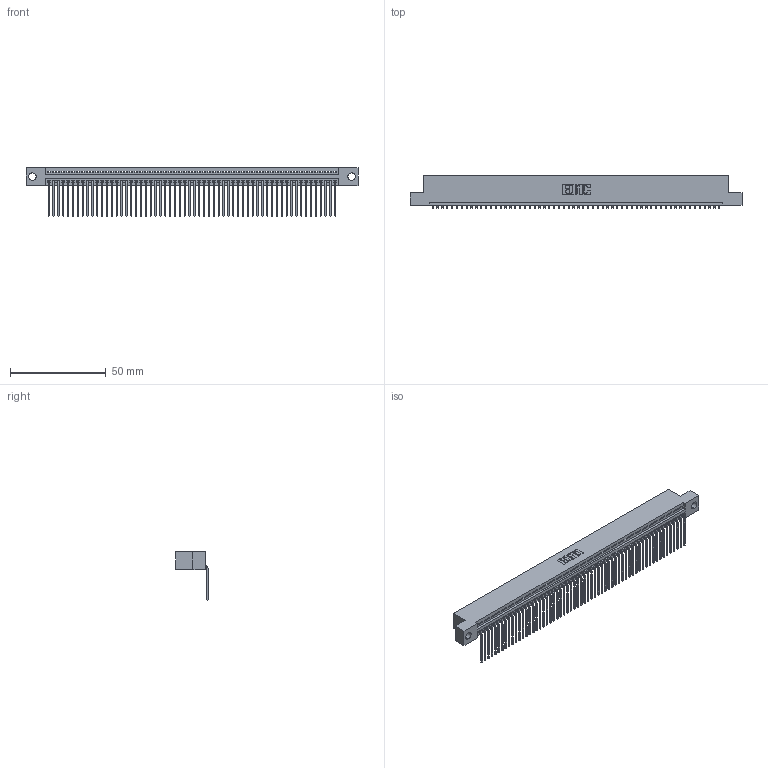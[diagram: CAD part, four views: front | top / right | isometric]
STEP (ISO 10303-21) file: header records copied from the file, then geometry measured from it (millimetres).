
FILE_DESCRIPTION (( 'STEP AP203' ), '1' );
FILE_NAME ('395-060-559-104.STEP', '2021-05-31T21:49:39', ( '' ), ( '' ), 'SwSTEP 2.0', 'SolidWorks 2020', '' );
FILE_SCHEMA (( 'CONFIG_CONTROL_DESIGN' ));
Length unit declared in the file: inch
Products named in the file (3): 345 Part_Flush Mounting Lugs - 0.156 Dia-TI; 395-060-559-104; 345-292-001_558 559 Tail - 1
Assembly tree (61 placements, depth 2):
  395-060-559-104
    345 Part_Flush Mounting Lugs - 0.156 Dia-TI
    345-292-001_558 559 Tail - 1  x60
Bounding box: 173.61 x 16.75 x 25.53 mm (x, y, z)
Volume: 16731 mm3; surface area: 23495.7 mm2
Topology: 61 solids, 61 shells, 3740 faces, 11297 edges, 7450 vertices
Faces by surface type: plane 2614, cylinder 1126
Entity records: 43237 total; most frequent: CARTESIAN_POINT 7498, ORIENTED_EDGE 7490, DIRECTION 6521, EDGE_CURVE 3745, LINE 3373, VECTOR 3373, VERTEX_POINT 2494, AXIS2_PLACEMENT_3D 1574
